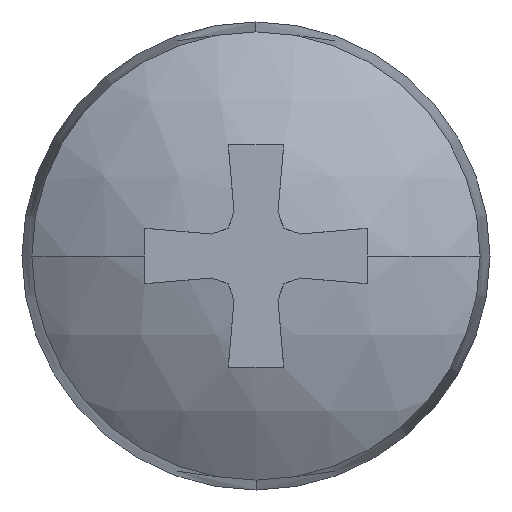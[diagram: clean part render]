
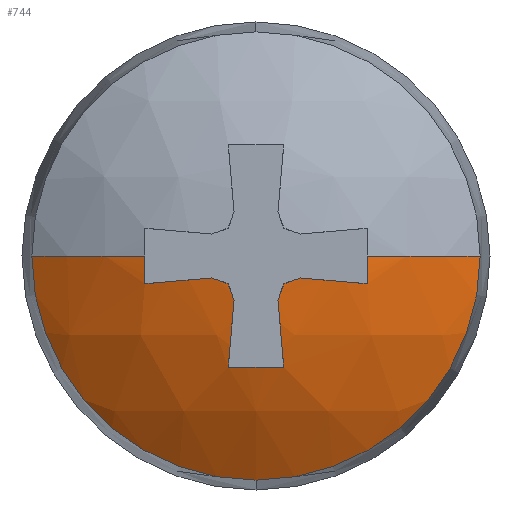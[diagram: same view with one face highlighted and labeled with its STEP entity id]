
A CAD part, left-side view. The second image highlights one B-rep face of the part: STEP entity #744.
In plain terms, the highlighted spherical face has radius 3.2 mm.
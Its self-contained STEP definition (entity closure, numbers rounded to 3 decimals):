
#2 = CARTESIAN_POINT ( 'NONE',  ( 1.6, 0., 0. ) ) ;
#18 = DIRECTION ( 'NONE',  ( 1., 0., 0. ) ) ;
#28 = CARTESIAN_POINT ( 'NONE',  ( 1.6, 0., -0.95 ) ) ;
#33 = AXIS2_PLACEMENT_3D ( 'NONE', #380, #292, #538 ) ;
#34 = ORIENTED_EDGE ( 'NONE', *, *, #250, .T. ) ;
#35 = CIRCLE ( 'NONE', #67, 3.196 ) ;
#45 = DIRECTION ( 'NONE',  ( 0., -0.944, -0.33 ) ) ;
#46 = EDGE_CURVE ( 'NONE', #72, #356, #69, .T. ) ;
#49 = VERTEX_POINT ( 'NONE', #434 ) ;
#52 = DIRECTION ( 'NONE',  ( 0., 0., 1. ) ) ;
#62 = DIRECTION ( 'NONE',  ( 0., 0., 1. ) ) ;
#67 = AXIS2_PLACEMENT_3D ( 'NONE', #104, #394, #301 ) ;
#69 = CIRCLE ( 'NONE', #99, 3.056 ) ;
#72 = VERTEX_POINT ( 'NONE', #957 ) ;
#79 = DIRECTION ( 'NONE',  ( 0., -0.33, 0.944 ) ) ;
#92 = ORIENTED_EDGE ( 'NONE', *, *, #145, .T. ) ;
#99 = AXIS2_PLACEMENT_3D ( 'NONE', #428, #581, #1143 ) ;
#104 = CARTESIAN_POINT ( 'NONE',  ( 1.6, 0.013, -0.153 ) ) ;
#125 = CIRCLE ( 'NONE', #838, 1.916 ) ;
#130 = CIRCLE ( 'NONE', #1129, 3.056 ) ;
#132 = CIRCLE ( 'NONE', #786, 3.186 ) ;
#136 = DIRECTION ( 'NONE',  ( 0., -0.33, -0.944 ) ) ;
#145 = EDGE_CURVE ( 'NONE', #236, #221, #125, .T. ) ;
#147 = CARTESIAN_POINT ( 'NONE',  ( 1.6, -0.95, 0. ) ) ;
#174 = CARTESIAN_POINT ( 'NONE',  ( -1.446, -0.237, -0.95 ) ) ;
#184 = VERTEX_POINT ( 'NONE', #174 ) ;
#195 = DIRECTION ( 'NONE',  ( 0., 0., -1. ) ) ;
#211 = CARTESIAN_POINT ( 'NONE',  ( -1.572, -0.188, -0.38 ) ) ;
#221 = VERTEX_POINT ( 'NONE', #1086 ) ;
#227 = CARTESIAN_POINT ( 'NONE',  ( 1.6, 0.286, -0.1 ) ) ;
#236 = VERTEX_POINT ( 'NONE', #908 ) ;
#241 = EDGE_CURVE ( 'NONE', #356, #49, #341, .T. ) ;
#248 = DIRECTION ( 'NONE',  ( -1., 0., 0. ) ) ;
#250 = EDGE_CURVE ( 'NONE', #742, #1024, #779, .T. ) ;
#285 = DIRECTION ( 'NONE',  ( 0., 0.33, 0.944 ) ) ;
#292 = DIRECTION ( 'NONE',  ( 0., -0.996, -0.087 ) ) ;
#294 = DIRECTION ( 'NONE',  ( 0., 1., 0. ) ) ;
#301 = DIRECTION ( 'NONE',  ( 0., -0.996, -0.087 ) ) ;
#309 = ORIENTED_EDGE ( 'NONE', *, *, #418, .F. ) ;
#310 = DIRECTION ( 'NONE',  ( 1., 0., 0. ) ) ;
#328 = VERTEX_POINT ( 'NONE', #558 ) ;
#341 = CIRCLE ( 'NONE', #950, 3.196 ) ;
#356 = VERTEX_POINT ( 'NONE', #1012 ) ;
#369 = ORIENTED_EDGE ( 'NONE', *, *, #1041, .T. ) ;
#372 = DIRECTION ( 'NONE',  ( 0., 1., 0. ) ) ;
#374 = CARTESIAN_POINT ( 'NONE',  ( 1.6, -0.013, -0.153 ) ) ;
#376 = AXIS2_PLACEMENT_3D ( 'NONE', #227, #561, #136 ) ;
#377 = ORIENTED_EDGE ( 'NONE', *, *, #477, .F. ) ;
#380 = CARTESIAN_POINT ( 'NONE',  ( 1.6, 0.153, 0.013 ) ) ;
#389 = EDGE_CURVE ( 'NONE', #49, #328, #517, .T. ) ;
#394 = DIRECTION ( 'NONE',  ( 0., -0.087, 0.996 ) ) ;
#416 = ORIENTED_EDGE ( 'NONE', *, *, #920, .F. ) ;
#417 = CIRCLE ( 'NONE', #534, 1.916 ) ;
#418 = EDGE_CURVE ( 'NONE', #462, #1024, #956, .T. ) ;
#428 = CARTESIAN_POINT ( 'NONE',  ( 1.6, 0.95, 0. ) ) ;
#434 = CARTESIAN_POINT ( 'NONE',  ( -1.572, 0.38, -0.188 ) ) ;
#446 = CARTESIAN_POINT ( 'NONE',  ( 1.6, -0.1, -0.286 ) ) ;
#462 = VERTEX_POINT ( 'NONE', #665 ) ;
#477 = EDGE_CURVE ( 'NONE', #184, #919, #982, .T. ) ;
#495 = AXIS2_PLACEMENT_3D ( 'NONE', #633, #195, #294 ) ;
#502 = CIRCLE ( 'NONE', #891, 3.186 ) ;
#517 = CIRCLE ( 'NONE', #621, 3.186 ) ;
#534 = AXIS2_PLACEMENT_3D ( 'NONE', #867, #248, #52 ) ;
#535 = CARTESIAN_POINT ( 'NONE',  ( -0.963, -1.916, 0. ) ) ;
#538 = DIRECTION ( 'NONE',  ( 0., 0.087, -0.996 ) ) ;
#541 = CARTESIAN_POINT ( 'NONE',  ( -1.446, 0.237, -0.95 ) ) ;
#543 = DIRECTION ( 'NONE',  ( 0., -0.996, 0.087 ) ) ;
#546 = EDGE_CURVE ( 'NONE', #919, #1026, #502, .T. ) ;
#550 = ORIENTED_EDGE ( 'NONE', *, *, #389, .F. ) ;
#552 = CARTESIAN_POINT ( 'NONE',  ( 1.6, 0., 0. ) ) ;
#558 = CARTESIAN_POINT ( 'NONE',  ( -1.582, 0.238, -0.238 ) ) ;
#559 = AXIS2_PLACEMENT_3D ( 'NONE', #552, #646, #310 ) ;
#561 = DIRECTION ( 'NONE',  ( 0., -0.944, 0.33 ) ) ;
#562 = DIRECTION ( 'NONE',  ( 0., -0.33, 0.944 ) ) ;
#581 = DIRECTION ( 'NONE',  ( 0., -1., 0. ) ) ;
#588 = CARTESIAN_POINT ( 'NONE',  ( -1.582, -0.238, -0.238 ) ) ;
#602 = DIRECTION ( 'NONE',  ( 0., 0.944, 0.33 ) ) ;
#606 = DIRECTION ( 'NONE',  ( 0., 0., -1. ) ) ;
#617 = CIRCLE ( 'NONE', #376, 3.186 ) ;
#621 = AXIS2_PLACEMENT_3D ( 'NONE', #749, #562, #45 ) ;
#622 = ORIENTED_EDGE ( 'NONE', *, *, #963, .F. ) ;
#633 = CARTESIAN_POINT ( 'NONE',  ( 1.6, 0., 0. ) ) ;
#638 = EDGE_LOOP ( 'NONE', ( #92, #369, #34, #309, #653, #706, #705, #377, #732, #892, #622, #550, #1035, #712, #416 ) ) ;
#646 = DIRECTION ( 'NONE',  ( 0., 0., 1. ) ) ;
#653 = ORIENTED_EDGE ( 'NONE', *, *, #903, .F. ) ;
#665 = CARTESIAN_POINT ( 'NONE',  ( -1.446, -0.95, -0.237 ) ) ;
#666 = VERTEX_POINT ( 'NONE', #1058 ) ;
#682 = AXIS2_PLACEMENT_3D ( 'NONE', #147, #764, #62 ) ;
#689 = EDGE_CURVE ( 'NONE', #1026, #666, #132, .T. ) ;
#700 = DIRECTION ( 'NONE',  ( 0., 0., 1. ) ) ;
#704 = SPHERICAL_SURFACE ( 'NONE', #1076, 3.2 ) ;
#705 = ORIENTED_EDGE ( 'NONE', *, *, #546, .F. ) ;
#706 = ORIENTED_EDGE ( 'NONE', *, *, #689, .F. ) ;
#712 = ORIENTED_EDGE ( 'NONE', *, *, #46, .F. ) ;
#713 = CARTESIAN_POINT ( 'NONE',  ( -1.572, 0.188, -0.38 ) ) ;
#722 = AXIS2_PLACEMENT_3D ( 'NONE', #939, #1032, #856 ) ;
#726 = VERTEX_POINT ( 'NONE', #713 ) ;
#732 = ORIENTED_EDGE ( 'NONE', *, *, #866, .F. ) ;
#742 = VERTEX_POINT ( 'NONE', #535 ) ;
#744 = ADVANCED_FACE ( 'SPHERE_0', ( #1124 ), #704, .T. ) ;
#749 = CARTESIAN_POINT ( 'NONE',  ( 1.6, 0.1, -0.286 ) ) ;
#764 = DIRECTION ( 'NONE',  ( 0., 1., 0. ) ) ;
#779 = CIRCLE ( 'NONE', #495, 3.2 ) ;
#786 = AXIS2_PLACEMENT_3D ( 'NONE', #446, #285, #983 ) ;
#801 = CIRCLE ( 'NONE', #559, 3.2 ) ;
#836 = VERTEX_POINT ( 'NONE', #541 ) ;
#838 = AXIS2_PLACEMENT_3D ( 'NONE', #1071, #1081, #700 ) ;
#846 = EDGE_CURVE ( 'NONE', #726, #836, #1010, .T. ) ;
#847 = CARTESIAN_POINT ( 'NONE',  ( -1.456, -0.95, 0. ) ) ;
#856 = DIRECTION ( 'NONE',  ( 0., 0.087, 0.996 ) ) ;
#866 = EDGE_CURVE ( 'NONE', #836, #184, #130, .T. ) ;
#867 = CARTESIAN_POINT ( 'NONE',  ( -0.963, 0., 0. ) ) ;
#883 = CARTESIAN_POINT ( 'NONE',  ( 1.6, -0.286, -0.1 ) ) ;
#891 = AXIS2_PLACEMENT_3D ( 'NONE', #883, #602, #79 ) ;
#892 = ORIENTED_EDGE ( 'NONE', *, *, #846, .F. ) ;
#903 = EDGE_CURVE ( 'NONE', #666, #462, #35, .T. ) ;
#908 = CARTESIAN_POINT ( 'NONE',  ( -0.963, 1.916, 0. ) ) ;
#919 = VERTEX_POINT ( 'NONE', #211 ) ;
#920 = EDGE_CURVE ( 'NONE', #236, #72, #801, .T. ) ;
#939 = CARTESIAN_POINT ( 'NONE',  ( 1.6, -0.153, 0.013 ) ) ;
#950 = AXIS2_PLACEMENT_3D ( 'NONE', #374, #1094, #543 ) ;
#956 = CIRCLE ( 'NONE', #682, 3.056 ) ;
#957 = CARTESIAN_POINT ( 'NONE',  ( -1.456, 0.95, 0. ) ) ;
#963 = EDGE_CURVE ( 'NONE', #328, #726, #617, .T. ) ;
#982 = CIRCLE ( 'NONE', #722, 3.196 ) ;
#983 = DIRECTION ( 'NONE',  ( 0., -0.944, 0.33 ) ) ;
#1010 = CIRCLE ( 'NONE', #33, 3.196 ) ;
#1012 = CARTESIAN_POINT ( 'NONE',  ( -1.446, 0.95, -0.237 ) ) ;
#1024 = VERTEX_POINT ( 'NONE', #847 ) ;
#1026 = VERTEX_POINT ( 'NONE', #588 ) ;
#1032 = DIRECTION ( 'NONE',  ( 0., 0.996, -0.087 ) ) ;
#1035 = ORIENTED_EDGE ( 'NONE', *, *, #241, .F. ) ;
#1041 = EDGE_CURVE ( 'NONE', #221, #742, #417, .T. ) ;
#1058 = CARTESIAN_POINT ( 'NONE',  ( -1.572, -0.38, -0.188 ) ) ;
#1071 = CARTESIAN_POINT ( 'NONE',  ( -0.963, 0., 0. ) ) ;
#1076 = AXIS2_PLACEMENT_3D ( 'NONE', #2, #606, #372 ) ;
#1081 = DIRECTION ( 'NONE',  ( -1., 0., 0. ) ) ;
#1086 = CARTESIAN_POINT ( 'NONE',  ( -0.963, 0., -1.916 ) ) ;
#1094 = DIRECTION ( 'NONE',  ( 0., 0.087, 0.996 ) ) ;
#1104 = DIRECTION ( 'NONE',  ( 0., 0., 1. ) ) ;
#1124 = FACE_OUTER_BOUND ( 'NONE', #638, .T. ) ;
#1129 = AXIS2_PLACEMENT_3D ( 'NONE', #28, #1104, #18 ) ;
#1143 = DIRECTION ( 'NONE',  ( 0., 0., -1. ) ) ;
